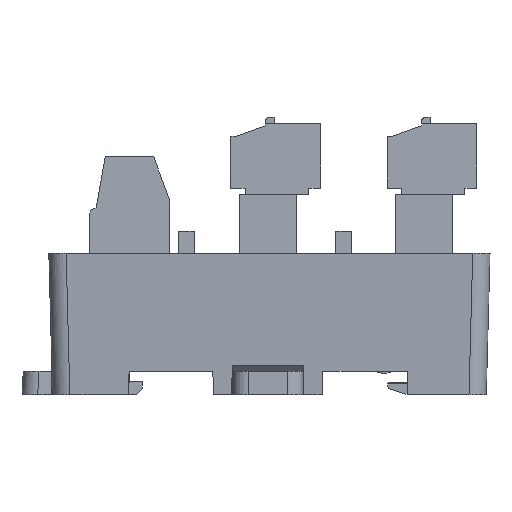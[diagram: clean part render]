
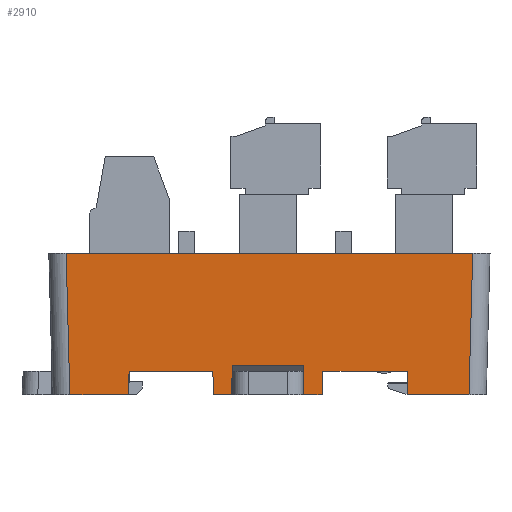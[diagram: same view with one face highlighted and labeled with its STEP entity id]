
A CAD part, left-side view. The second image highlights one B-rep face of the part: STEP entity #2910.
In plain terms, the highlighted planar face has unit normal (-1, 0, -0.026).
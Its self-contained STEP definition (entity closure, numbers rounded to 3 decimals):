
#1705=FACE_OUTER_BOUND('',#6093,.T.);
#2910=ADVANCED_FACE('',(#1705),#4208,.T.);
#4208=PLANE('',#25434);
#6093=EDGE_LOOP('',(#8404,#8405,#8406,#8407,#8408,#8409,#8410,#8411,#8412,
#8413,#8414,#8415,#8416,#8417,#8418,#8419));
#8404=ORIENTED_EDGE('',*,*,#16790,.T.);
#8405=ORIENTED_EDGE('',*,*,#16913,.F.);
#8406=ORIENTED_EDGE('',*,*,#16914,.T.);
#8407=ORIENTED_EDGE('',*,*,#16915,.F.);
#8408=ORIENTED_EDGE('',*,*,#16916,.T.);
#8409=ORIENTED_EDGE('',*,*,#16917,.F.);
#8410=ORIENTED_EDGE('',*,*,#16918,.T.);
#8411=ORIENTED_EDGE('',*,*,#16919,.T.);
#8412=ORIENTED_EDGE('',*,*,#16780,.T.);
#8413=ORIENTED_EDGE('',*,*,#16910,.T.);
#8414=ORIENTED_EDGE('',*,*,#16847,.T.);
#8415=ORIENTED_EDGE('',*,*,#16911,.T.);
#8416=ORIENTED_EDGE('',*,*,#16827,.F.);
#8417=ORIENTED_EDGE('',*,*,#16912,.T.);
#8418=ORIENTED_EDGE('',*,*,#16843,.T.);
#8419=ORIENTED_EDGE('',*,*,#16860,.F.);
#14487=VERTEX_POINT('',#34572);
#14488=VERTEX_POINT('',#34574);
#14495=VERTEX_POINT('',#34590);
#14496=VERTEX_POINT('',#34592);
#14526=VERTEX_POINT('',#34660);
#14527=VERTEX_POINT('',#34661);
#14537=VERTEX_POINT('',#34688);
#14538=VERTEX_POINT('',#34690);
#14541=VERTEX_POINT('',#34697);
#14542=VERTEX_POINT('',#34699);
#14575=VERTEX_POINT('',#34831);
#14576=VERTEX_POINT('',#34833);
#14577=VERTEX_POINT('',#34835);
#14578=VERTEX_POINT('',#34837);
#14579=VERTEX_POINT('',#34839);
#14580=VERTEX_POINT('',#34841);
#16780=EDGE_CURVE('',#14488,#14487,#20055,.T.);
#16790=EDGE_CURVE('',#14496,#14495,#20063,.T.);
#16827=EDGE_CURVE('',#14526,#14527,#20100,.T.);
#16843=EDGE_CURVE('',#14538,#14537,#20112,.T.);
#16847=EDGE_CURVE('',#14542,#14541,#20114,.T.);
#16860=EDGE_CURVE('',#14496,#14537,#20126,.T.);
#16910=EDGE_CURVE('',#14487,#14542,#20172,.T.);
#16911=EDGE_CURVE('',#14541,#14527,#20173,.T.);
#16912=EDGE_CURVE('',#14526,#14538,#20174,.T.);
#16913=EDGE_CURVE('',#14575,#14495,#20175,.T.);
#16914=EDGE_CURVE('',#14575,#14576,#20176,.T.);
#16915=EDGE_CURVE('',#14577,#14576,#20177,.T.);
#16916=EDGE_CURVE('',#14577,#14578,#20178,.T.);
#16917=EDGE_CURVE('',#14579,#14578,#20179,.T.);
#16918=EDGE_CURVE('',#14579,#14580,#20180,.T.);
#16919=EDGE_CURVE('',#14580,#14488,#20181,.T.);
#20055=LINE('',#34573,#22870);
#20063=LINE('',#34591,#22878);
#20100=LINE('',#34659,#22915);
#20112=LINE('',#34689,#22927);
#20114=LINE('',#34698,#22929);
#20126=LINE('',#34723,#22941);
#20172=LINE('',#34824,#22987);
#20173=LINE('',#34826,#22988);
#20174=LINE('',#34828,#22989);
#20175=LINE('',#34830,#22990);
#20176=LINE('',#34832,#22991);
#20177=LINE('',#34834,#22992);
#20178=LINE('',#34836,#22993);
#20179=LINE('',#34838,#22994);
#20180=LINE('',#34840,#22995);
#20181=LINE('',#34842,#22996);
#22870=VECTOR('',#27741,1.);
#22878=VECTOR('',#27753,1.);
#22915=VECTOR('',#27792,1.);
#22927=VECTOR('',#27816,1.);
#22929=VECTOR('',#27824,1.);
#22941=VECTOR('',#27844,1.);
#22987=VECTOR('',#27952,1.);
#22988=VECTOR('',#27955,1.);
#22989=VECTOR('',#27958,1.);
#22990=VECTOR('',#27961,1.);
#22991=VECTOR('',#27962,1.);
#22992=VECTOR('',#27963,1.);
#22993=VECTOR('',#27964,1.);
#22994=VECTOR('',#27965,1.);
#22995=VECTOR('',#27966,1.);
#22996=VECTOR('',#27967,1.);
#25434=AXIS2_PLACEMENT_3D('',#34843,#27968,#27969);
#27741=DIRECTION('',(0.,-1.,0.));
#27753=DIRECTION('',(0.,-1.,0.));
#27792=DIRECTION('',(0.,-1.,0.));
#27816=DIRECTION('',(0.,-1.,0.));
#27824=DIRECTION('',(0.,-1.,0.));
#27844=DIRECTION('',(0.026,0.017,-1.));
#27952=DIRECTION('',(0.026,-0.017,-1.));
#27955=DIRECTION('',(-0.026,-0.026,0.999));
#27958=DIRECTION('',(0.026,-0.026,-0.999));
#27961=DIRECTION('',(-0.026,0.035,0.999));
#27962=DIRECTION('',(0.,-1.,0.));
#27963=DIRECTION('',(0.026,0.009,-1.));
#27964=DIRECTION('',(0.,-1.,0.));
#27965=DIRECTION('',(-0.026,0.009,1.));
#27966=DIRECTION('',(0.,-1.,0.));
#27967=DIRECTION('',(-0.026,-0.035,0.999));
#27968=DIRECTION('',(-1.,0.,-0.026));
#27969=DIRECTION('',(0.026,0.,-1.));
#34572=CARTESIAN_POINT('',(-50.557,242.449,175.));
#34573=CARTESIAN_POINT('',(-50.557,260.199,175.));
#34574=CARTESIAN_POINT('',(-50.557,253.199,175.));
#34590=CARTESIAN_POINT('',(-50.557,267.199,175.));
#34591=CARTESIAN_POINT('',(-50.557,260.199,175.));
#34592=CARTESIAN_POINT('',(-50.557,277.849,175.));
#34659=CARTESIAN_POINT('',(-50.95,259.699,190.));
#34660=CARTESIAN_POINT('',(-50.95,285.85,190.));
#34661=CARTESIAN_POINT('',(-50.95,234.148,190.));
#34688=CARTESIAN_POINT('',(-50.479,277.901,172.));
#34689=CARTESIAN_POINT('',(-50.479,260.199,172.));
#34690=CARTESIAN_POINT('',(-50.479,285.378,172.));
#34697=CARTESIAN_POINT('',(-50.479,234.62,172.));
#34698=CARTESIAN_POINT('',(-50.479,259.699,172.));
#34699=CARTESIAN_POINT('',(-50.479,242.397,172.));
#34723=CARTESIAN_POINT('',(-50.526,277.87,173.796));
#34824=CARTESIAN_POINT('',(-50.958,242.716,190.294));
#34826=CARTESIAN_POINT('',(-50.933,234.166,189.34));
#34828=CARTESIAN_POINT('',(-50.933,285.833,189.34));
#34830=CARTESIAN_POINT('',(-50.526,267.157,173.798));
#34831=CARTESIAN_POINT('',(-50.479,267.094,172.));
#34832=CARTESIAN_POINT('',(-50.479,260.199,172.));
#34833=CARTESIAN_POINT('',(-50.479,264.775,172.));
#34834=CARTESIAN_POINT('',(-50.951,264.618,190.04));
#34835=CARTESIAN_POINT('',(-50.576,264.743,175.726));
#34836=CARTESIAN_POINT('',(-50.576,50.754,175.726));
#34837=CARTESIAN_POINT('',(-50.576,255.655,175.726));
#34838=CARTESIAN_POINT('',(-50.951,255.78,190.032));
#34839=CARTESIAN_POINT('',(-50.479,255.623,172.));
#34840=CARTESIAN_POINT('',(-50.479,260.199,172.));
#34841=CARTESIAN_POINT('',(-50.479,253.304,172.));
#34842=CARTESIAN_POINT('',(-50.944,252.684,189.753));
#34843=CARTESIAN_POINT('',(-50.95,259.699,189.997));
